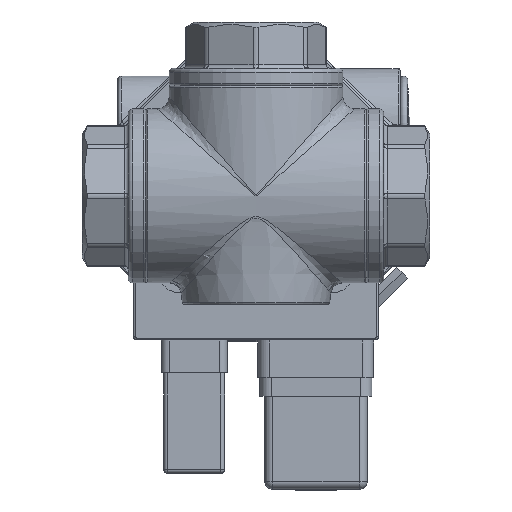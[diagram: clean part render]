
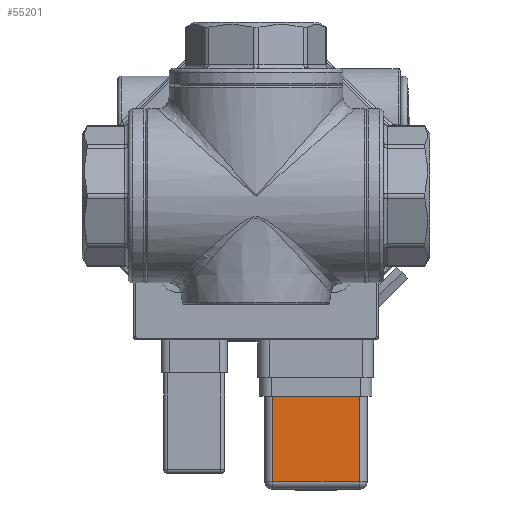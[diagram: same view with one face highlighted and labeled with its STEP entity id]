
A CAD part, front view. The second image highlights one B-rep face of the part: STEP entity #55201.
In plain terms, the highlighted face is planar.
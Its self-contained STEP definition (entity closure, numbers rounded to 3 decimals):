
#18650=ORIENTED_EDGE('',*,*,#26099,.T.);
#18651=ORIENTED_EDGE('',*,*,#26095,.T.);
#18652=ORIENTED_EDGE('',*,*,#26115,.T.);
#18653=ORIENTED_EDGE('',*,*,#26108,.T.);
#26095=EDGE_CURVE('',#30721,#30725,#34017,.T.);
#26099=EDGE_CURVE('',#30727,#30721,#34020,.T.);
#26108=EDGE_CURVE('',#30732,#30727,#34026,.T.);
#26115=EDGE_CURVE('',#30725,#30732,#34031,.T.);
#30721=VERTEX_POINT('',#127286);
#30725=VERTEX_POINT('',#127297);
#30727=VERTEX_POINT('',#127303);
#30732=VERTEX_POINT('',#127323);
#34017=LINE('',#127299,#37199);
#34020=LINE('',#127306,#37202);
#34026=LINE('',#127322,#37208);
#34031=LINE('',#127336,#37213);
#37199=VECTOR('',#72817,1000.);
#37202=VECTOR('',#72824,1000.);
#37208=VECTOR('',#72844,1000.);
#37213=VECTOR('',#72861,1000.);
#40509=EDGE_LOOP('',(#18650,#18651,#18652,#18653));
#43960=FACE_BOUND('',#40509,.T.);
#45157=PLANE('',#60176);
#55201=ADVANCED_FACE('',(#43960),#45157,.F.);
#60176=AXIS2_PLACEMENT_3D('',#127335,#72859,#72860);
#72817=DIRECTION('',(0.,0.,-1.));
#72824=DIRECTION('',(1.,0.,0.));
#72844=DIRECTION('',(0.,0.,1.));
#72859=DIRECTION('',(0.,-1.,0.));
#72860=DIRECTION('',(0.,0.,-1.));
#72861=DIRECTION('',(-1.,0.,0.));
#127286=CARTESIAN_POINT('',(11.25,13.25,36.6));
#127297=CARTESIAN_POINT('',(11.25,13.25,14.6));
#127299=CARTESIAN_POINT('',(11.25,13.25,38.6));
#127303=CARTESIAN_POINT('',(-11.25,13.25,36.6));
#127306=CARTESIAN_POINT('',(-13.25,13.25,36.6));
#127322=CARTESIAN_POINT('',(-11.25,13.25,38.6));
#127323=CARTESIAN_POINT('',(-11.25,13.25,14.6));
#127335=CARTESIAN_POINT('',(-13.25,13.25,38.6));
#127336=CARTESIAN_POINT('',(-13.25,13.25,14.6));
